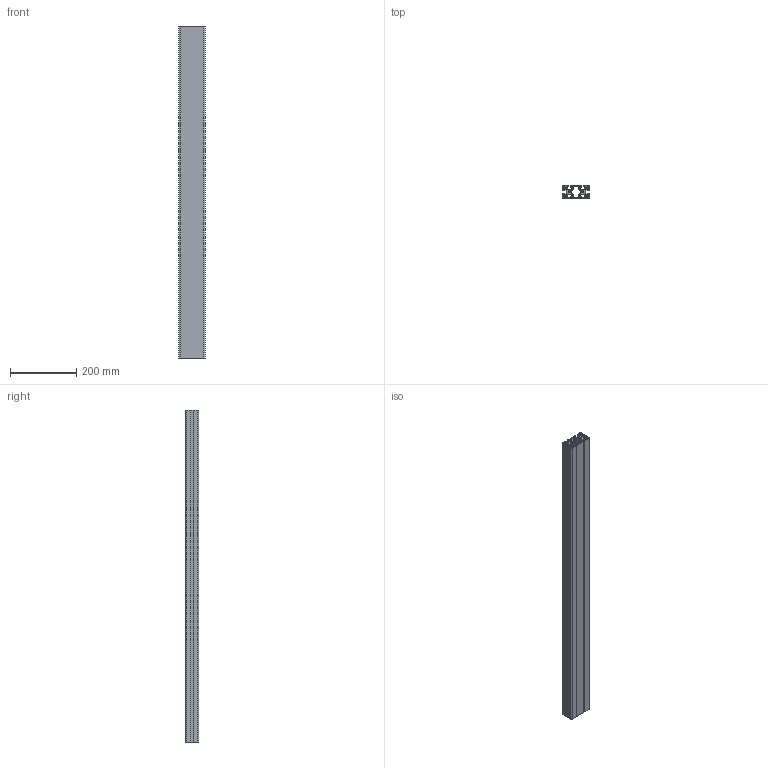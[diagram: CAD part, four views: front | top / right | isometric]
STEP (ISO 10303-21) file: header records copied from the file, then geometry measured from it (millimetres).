
FILE_DESCRIPTION(/* description */ ('KriTec Profil 8 80x40 2N leicht'),/* implementation_level */ '2;1');
FILE_NAME(/* name */ '10094_KriTec_Profil_8_80x40_2N_leicht_2.stp',/* time_stamp */ '2023-10-12T13:14:09+02:00',/* author */ ('Nell'),/* organization */ (''),/* preprocessor_version */ 'ST-DEVELOPER v17',/* originating_system */ 'Autodesk Inventor 2018',/* authorisation */ '');
FILE_SCHEMA (('AUTOMOTIVE_DESIGN { 1 0 10303 214 3 1 1 }'));
Length unit declared in the file: millimetre
Products named in the file (1): 10094 -1000
Bounding box: 80 x 40 x 1000 mm (x, y, z)
Volume: 1182855.4 mm3; surface area: 786944.8 mm2
Topology: 1 solids, 1 shells, 232 faces, 690 edges, 460 vertices
Faces by surface type: cylinder 118, plane 114
Full cylindrical faces by diameter (mm): 6.8 x2
Entity records: 7925 total; most frequent: DIRECTION 1392, CARTESIAN_POINT 1383, ORIENTED_EDGE 1380, EDGE_CURVE 690, AXIS2_PLACEMENT_3D 469, VERTEX_POINT 460, LINE 454, VECTOR 454
